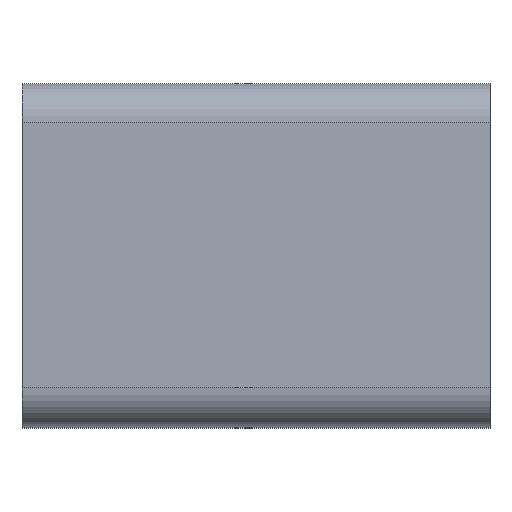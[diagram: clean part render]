
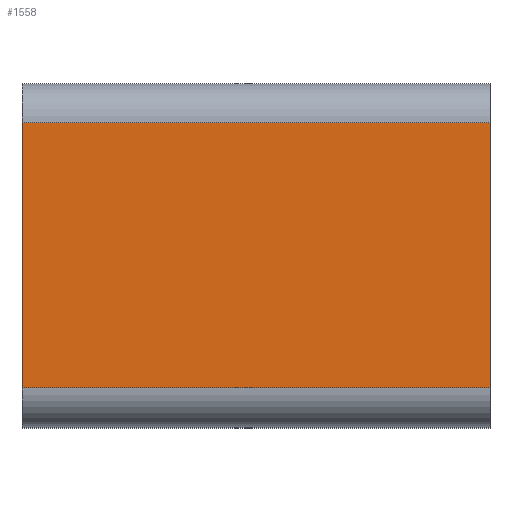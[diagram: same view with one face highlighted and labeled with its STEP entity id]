
A CAD part, top view. The second image highlights one B-rep face of the part: STEP entity #1558.
In plain terms, the highlighted planar face has unit normal (0, 0, 1).
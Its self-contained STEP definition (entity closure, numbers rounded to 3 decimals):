
#37 = CARTESIAN_POINT ( 'NONE',  ( -0.15, 0.025, 0.3 ) ) ;
#64 = LINE ( 'NONE', #1018, #1342 ) ;
#219 = EDGE_CURVE ( 'NONE', #3980, #1357, #64, .T. ) ;
#618 = CARTESIAN_POINT ( 'NONE',  ( 0.15, 0.195, 0.3 ) ) ;
#944 = CARTESIAN_POINT ( 'NONE',  ( -0.15, 0.195, 0.3 ) ) ;
#982 = ORIENTED_EDGE ( 'NONE', *, *, #219, .T. ) ;
#1018 = CARTESIAN_POINT ( 'NONE',  ( -0.15, 0., 0.3 ) ) ;
#1342 = VECTOR ( 'NONE', #2010, 1000. ) ;
#1357 = VERTEX_POINT ( 'NONE', #37 ) ;
#1558 = ADVANCED_FACE ( 'NONE', ( #2372 ), #3470, .F. ) ;
#1594 = DIRECTION ( 'NONE',  ( 0., -1., 0. ) ) ;
#2010 = DIRECTION ( 'NONE',  ( 0., -1., 0. ) ) ;
#2224 = LINE ( 'NONE', #3404, #3863 ) ;
#2372 = FACE_OUTER_BOUND ( 'NONE', #3441, .T. ) ;
#2380 = CARTESIAN_POINT ( 'NONE',  ( 0.15, 0., 0.3 ) ) ;
#2388 = VERTEX_POINT ( 'NONE', #3556 ) ;
#2422 = CARTESIAN_POINT ( 'NONE',  ( 0.15, 0.025, 0.3 ) ) ;
#2481 = EDGE_CURVE ( 'NONE', #2388, #3980, #2690, .T. ) ;
#2690 = LINE ( 'NONE', #618, #3034 ) ;
#2853 = ORIENTED_EDGE ( 'NONE', *, *, #2481, .T. ) ;
#2909 = AXIS2_PLACEMENT_3D ( 'NONE', #2380, #3758, #4114 ) ;
#2935 = CARTESIAN_POINT ( 'NONE',  ( 0.15, 0., 0.3 ) ) ;
#3034 = VECTOR ( 'NONE', #3759, 1000. ) ;
#3283 = LINE ( 'NONE', #2935, #4105 ) ;
#3346 = VERTEX_POINT ( 'NONE', #2422 ) ;
#3404 = CARTESIAN_POINT ( 'NONE',  ( 0.15, 0.025, 0.3 ) ) ;
#3441 = EDGE_LOOP ( 'NONE', ( #982, #4266, #4049, #2853 ) ) ;
#3446 = EDGE_CURVE ( 'NONE', #2388, #3346, #3283, .T. ) ;
#3470 = PLANE ( 'NONE',  #2909 ) ;
#3556 = CARTESIAN_POINT ( 'NONE',  ( 0.15, 0.195, 0.3 ) ) ;
#3758 = DIRECTION ( 'NONE',  ( 0., 0., -1. ) ) ;
#3759 = DIRECTION ( 'NONE',  ( -1., 0., 0. ) ) ;
#3863 = VECTOR ( 'NONE', #4539, 1000. ) ;
#3980 = VERTEX_POINT ( 'NONE', #944 ) ;
#4049 = ORIENTED_EDGE ( 'NONE', *, *, #3446, .F. ) ;
#4105 = VECTOR ( 'NONE', #1594, 1000. ) ;
#4114 = DIRECTION ( 'NONE',  ( -1., 0., 0. ) ) ;
#4164 = EDGE_CURVE ( 'NONE', #1357, #3346, #2224, .T. ) ;
#4266 = ORIENTED_EDGE ( 'NONE', *, *, #4164, .T. ) ;
#4539 = DIRECTION ( 'NONE',  ( 1., 0., 0. ) ) ;
